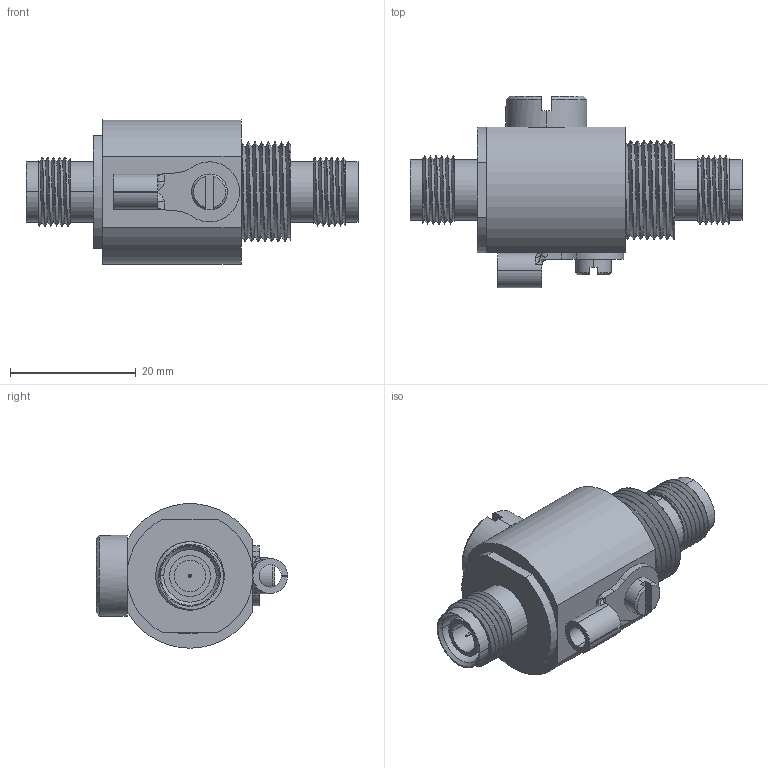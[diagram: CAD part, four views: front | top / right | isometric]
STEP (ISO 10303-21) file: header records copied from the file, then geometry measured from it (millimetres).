
FILE_DESCRIPTION (( 'STEP AP214' ), '1' );
FILE_NAME ('AL-RTPRTPER-1_3D.step', '2024-08-22T14:53:08', ( '' ), ( '' ), 'SwSTEP 2.0', 'SolidWorks 2022', '' );
FILE_SCHEMA (( 'AUTOMOTIVE_DESIGN' ));
Length unit declared in the file: inch
Products named in the file (7): #1--Model1^Female Female Config(2)_AL-RTPRTPER-1; Female Female Config(2)^AL-RTPRTPER-1; SCREW LOCK--SN00AAR001F^Female Female Config(2)_AL-RTPRTPER-1; AL-RTPRTPER-1_3D; OTHER--OT00ACA001F^Female Female Config(2)_AL-RTPRTPER-1; SCREW LOCK--SN00AAQ001F^Female Female Config(2)_AL-RTPRTPER-1; #1--Model2^Female Female Config(2)_AL-RTPRTPER-1
Assembly tree (6 placements, depth 3):
  AL-RTPRTPER-1_3D
    Female Female Config(2)^AL-RTPRTPER-1
      #1--Model1^Female Female Config(2)_AL-RTPRTPER-1
      #1--Model2^Female Female Config(2)_AL-RTPRTPER-1
      SCREW LOCK--SN00AAQ001F^Female Female Config(2)_AL-RTPRTPER-1
      OTHER--OT00ACA001F^Female Female Config(2)_AL-RTPRTPER-1
      SCREW LOCK--SN00AAR001F^Female Female Config(2)_AL-RTPRTPER-1
Bounding box: 52.8 x 30.45 x 22.96 mm (x, y, z)
Volume: 9822.5 mm3; surface area: 9087.9 mm2
Topology: 7 solids, 7 shells, 227 faces, 562 edges, 363 vertices
Faces by surface type: cylinder 126, plane 58, bspline 23, cone 14, sphere 4, torus 2
Entity records: 14094 total; most frequent: CARTESIAN_POINT 8828, ORIENTED_EDGE 1100, DIRECTION 979, EDGE_CURVE 550, AXIS2_PLACEMENT_3D 401, VERTEX_POINT 361, EDGE_LOOP 255, FACE_OUTER_BOUND 227
